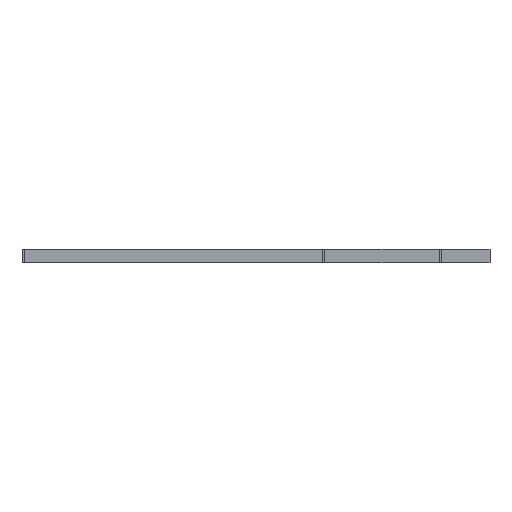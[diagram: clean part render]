
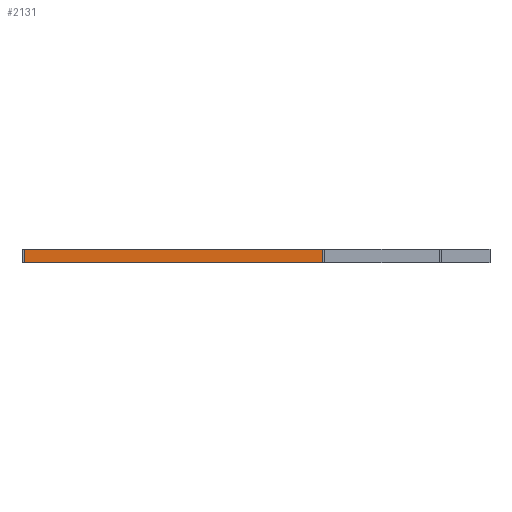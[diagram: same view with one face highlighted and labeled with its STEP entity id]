
A CAD part, front view. The second image highlights one B-rep face of the part: STEP entity #2131.
In plain terms, the highlighted planar face has unit normal (0, -1, 0).
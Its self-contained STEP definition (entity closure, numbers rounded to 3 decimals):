
#83 = PLANE('',#84);
#84 = AXIS2_PLACEMENT_3D('',#85,#86,#87);
#85 = CARTESIAN_POINT('',(98.601,-88.34,1.6));
#86 = DIRECTION('',(0.,0.,1.));
#87 = DIRECTION('',(1.,0.,-0.));
#137 = PLANE('',#138);
#138 = AXIS2_PLACEMENT_3D('',#139,#140,#141);
#139 = CARTESIAN_POINT('',(98.601,-88.34,0.));
#140 = DIRECTION('',(0.,0.,1.));
#141 = DIRECTION('',(1.,0.,-0.));
#268 = PLANE('',#269);
#269 = AXIS2_PLACEMENT_3D('',#270,#271,#272);
#270 = CARTESIAN_POINT('',(63.627,-76.581,0.));
#271 = DIRECTION('',(0.,1.,0.));
#272 = DIRECTION('',(1.,0.,0.));
#307 = VERTEX_POINT('',#308);
#308 = CARTESIAN_POINT('',(63.881,-76.581,0.));
#329 = EDGE_CURVE('',#307,#330,#332,.T.);
#330 = VERTEX_POINT('',#331);
#331 = CARTESIAN_POINT('',(99.695,-76.581,0.));
#332 = SURFACE_CURVE('',#333,(#337,#344),.PCURVE_S1.);
#333 = LINE('',#334,#335);
#334 = CARTESIAN_POINT('',(63.881,-76.581,0.));
#335 = VECTOR('',#336,1.);
#336 = DIRECTION('',(1.,0.,0.));
#337 = PCURVE('',#137,#338);
#338 = DEFINITIONAL_REPRESENTATION('',(#339),#343);
#339 = LINE('',#340,#341);
#340 = CARTESIAN_POINT('',(-34.72,11.759));
#341 = VECTOR('',#342,1.);
#342 = DIRECTION('',(1.,0.));
#343 = ( GEOMETRIC_REPRESENTATION_CONTEXT(2) 
PARAMETRIC_REPRESENTATION_CONTEXT() REPRESENTATION_CONTEXT('2D SPACE',''
  ) );
#344 = PCURVE('',#345,#350);
#345 = PLANE('',#346);
#346 = AXIS2_PLACEMENT_3D('',#347,#348,#349);
#347 = CARTESIAN_POINT('',(63.881,-76.581,0.));
#348 = DIRECTION('',(0.,1.,0.));
#349 = DIRECTION('',(1.,0.,0.));
#350 = DEFINITIONAL_REPRESENTATION('',(#351),#355);
#351 = LINE('',#352,#353);
#352 = CARTESIAN_POINT('',(0.,0.));
#353 = VECTOR('',#354,1.);
#354 = DIRECTION('',(1.,0.));
#355 = ( GEOMETRIC_REPRESENTATION_CONTEXT(2) 
PARAMETRIC_REPRESENTATION_CONTEXT() REPRESENTATION_CONTEXT('2D SPACE',''
  ) );
#373 = PLANE('',#374);
#374 = AXIS2_PLACEMENT_3D('',#375,#376,#377);
#375 = CARTESIAN_POINT('',(99.695,-76.581,0.));
#376 = DIRECTION('',(1.,0.,-0.));
#377 = DIRECTION('',(0.,-1.,0.));
#1257 = VERTEX_POINT('',#1258);
#1258 = CARTESIAN_POINT('',(63.881,-76.581,1.6));
#1279 = EDGE_CURVE('',#1257,#1280,#1282,.T.);
#1280 = VERTEX_POINT('',#1281);
#1281 = CARTESIAN_POINT('',(99.695,-76.581,1.6));
#1282 = SURFACE_CURVE('',#1283,(#1287,#1294),.PCURVE_S1.);
#1283 = LINE('',#1284,#1285);
#1284 = CARTESIAN_POINT('',(63.881,-76.581,1.6));
#1285 = VECTOR('',#1286,1.);
#1286 = DIRECTION('',(1.,0.,0.));
#1287 = PCURVE('',#83,#1288);
#1288 = DEFINITIONAL_REPRESENTATION('',(#1289),#1293);
#1289 = LINE('',#1290,#1291);
#1290 = CARTESIAN_POINT('',(-34.72,11.759));
#1291 = VECTOR('',#1292,1.);
#1292 = DIRECTION('',(1.,0.));
#1293 = ( GEOMETRIC_REPRESENTATION_CONTEXT(2) 
PARAMETRIC_REPRESENTATION_CONTEXT() REPRESENTATION_CONTEXT('2D SPACE',''
  ) );
#1294 = PCURVE('',#345,#1295);
#1295 = DEFINITIONAL_REPRESENTATION('',(#1296),#1300);
#1296 = LINE('',#1297,#1298);
#1297 = CARTESIAN_POINT('',(0.,-1.6));
#1298 = VECTOR('',#1299,1.);
#1299 = DIRECTION('',(1.,0.));
#1300 = ( GEOMETRIC_REPRESENTATION_CONTEXT(2) 
PARAMETRIC_REPRESENTATION_CONTEXT() REPRESENTATION_CONTEXT('2D SPACE',''
  ) );
#2083 = EDGE_CURVE('',#307,#1257,#2084,.T.);
#2084 = SURFACE_CURVE('',#2085,(#2089,#2096),.PCURVE_S1.);
#2085 = LINE('',#2086,#2087);
#2086 = CARTESIAN_POINT('',(63.881,-76.581,0.));
#2087 = VECTOR('',#2088,1.);
#2088 = DIRECTION('',(0.,0.,1.));
#2089 = PCURVE('',#268,#2090);
#2090 = DEFINITIONAL_REPRESENTATION('',(#2091),#2095);
#2091 = LINE('',#2092,#2093);
#2092 = CARTESIAN_POINT('',(0.254,0.));
#2093 = VECTOR('',#2094,1.);
#2094 = DIRECTION('',(0.,-1.));
#2095 = ( GEOMETRIC_REPRESENTATION_CONTEXT(2) 
PARAMETRIC_REPRESENTATION_CONTEXT() REPRESENTATION_CONTEXT('2D SPACE',''
  ) );
#2096 = PCURVE('',#345,#2097);
#2097 = DEFINITIONAL_REPRESENTATION('',(#2098),#2102);
#2098 = LINE('',#2099,#2100);
#2099 = CARTESIAN_POINT('',(0.,0.));
#2100 = VECTOR('',#2101,1.);
#2101 = DIRECTION('',(0.,-1.));
#2102 = ( GEOMETRIC_REPRESENTATION_CONTEXT(2) 
PARAMETRIC_REPRESENTATION_CONTEXT() REPRESENTATION_CONTEXT('2D SPACE',''
  ) );
#2131 = ADVANCED_FACE('',(#2132),#345,.F.);
#2132 = FACE_BOUND('',#2133,.F.);
#2133 = EDGE_LOOP('',(#2134,#2135,#2136,#2157));
#2134 = ORIENTED_EDGE('',*,*,#2083,.T.);
#2135 = ORIENTED_EDGE('',*,*,#1279,.T.);
#2136 = ORIENTED_EDGE('',*,*,#2137,.F.);
#2137 = EDGE_CURVE('',#330,#1280,#2138,.T.);
#2138 = SURFACE_CURVE('',#2139,(#2143,#2150),.PCURVE_S1.);
#2139 = LINE('',#2140,#2141);
#2140 = CARTESIAN_POINT('',(99.695,-76.581,0.));
#2141 = VECTOR('',#2142,1.);
#2142 = DIRECTION('',(0.,0.,1.));
#2143 = PCURVE('',#345,#2144);
#2144 = DEFINITIONAL_REPRESENTATION('',(#2145),#2149);
#2145 = LINE('',#2146,#2147);
#2146 = CARTESIAN_POINT('',(35.814,0.));
#2147 = VECTOR('',#2148,1.);
#2148 = DIRECTION('',(0.,-1.));
#2149 = ( GEOMETRIC_REPRESENTATION_CONTEXT(2) 
PARAMETRIC_REPRESENTATION_CONTEXT() REPRESENTATION_CONTEXT('2D SPACE',''
  ) );
#2150 = PCURVE('',#373,#2151);
#2151 = DEFINITIONAL_REPRESENTATION('',(#2152),#2156);
#2152 = LINE('',#2153,#2154);
#2153 = CARTESIAN_POINT('',(0.,0.));
#2154 = VECTOR('',#2155,1.);
#2155 = DIRECTION('',(0.,-1.));
#2156 = ( GEOMETRIC_REPRESENTATION_CONTEXT(2) 
PARAMETRIC_REPRESENTATION_CONTEXT() REPRESENTATION_CONTEXT('2D SPACE',''
  ) );
#2157 = ORIENTED_EDGE('',*,*,#329,.F.);
